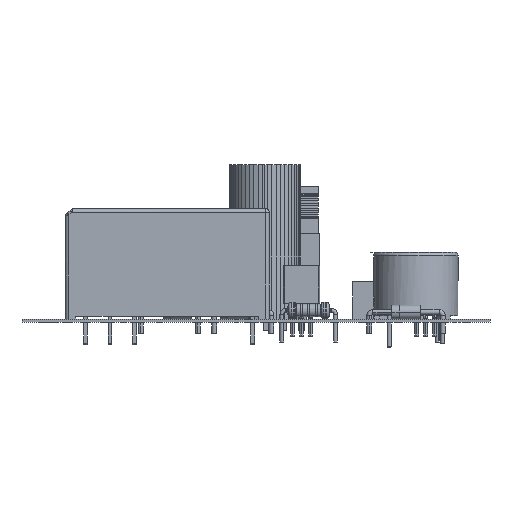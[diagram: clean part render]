
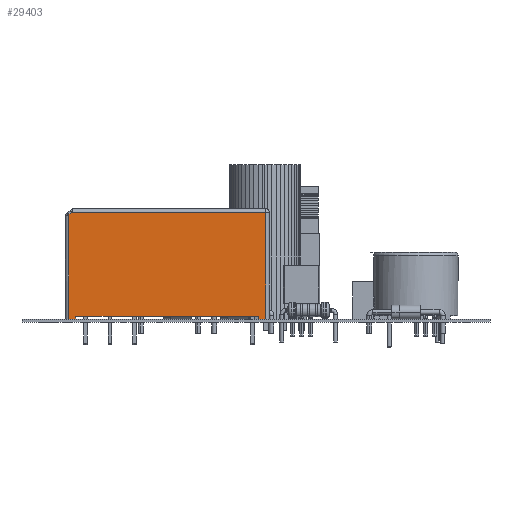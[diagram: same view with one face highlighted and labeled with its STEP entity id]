
A CAD part, front view. The second image highlights one B-rep face of the part: STEP entity #29403.
In plain terms, the highlighted planar face has unit normal (0, -1, 0).
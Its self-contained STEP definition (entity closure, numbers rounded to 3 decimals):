
#28980 = VERTEX_POINT('',#28981);
#28981 = CARTESIAN_POINT('',(40.559,55.499,15.2));
#29044 = VERTEX_POINT('',#29045);
#29045 = CARTESIAN_POINT('',(40.189,55.499,
    14.887));
#29122 = EDGE_CURVE('',#29044,#28980,#29123,.T.);
#29123 = LINE('',#29124,#29125);
#29124 = CARTESIAN_POINT('',(44.526,55.499,
    18.551));
#29125 = VECTOR('',#29126,1.);
#29126 = DIRECTION('',(0.764,0.,0.645)
  );
#29383 = EDGE_CURVE('',#28980,#29384,#29386,.T.);
#29384 = VERTEX_POINT('',#29385);
#29385 = CARTESIAN_POINT('',(68.189,55.499,15.2));
#29386 = LINE('',#29387,#29388);
#29387 = CARTESIAN_POINT('',(40.189,55.499,15.2));
#29388 = VECTOR('',#29389,1.);
#29389 = DIRECTION('',(1.,0.,0.));
#29403 = ADVANCED_FACE('',(#29404),#29462,.T.);
#29404 = FACE_BOUND('',#29405,.T.);
#29405 = EDGE_LOOP('',(#29406,#29407,#29415,#29423,#29431,#29439,#29447,
    #29455,#29461));
#29406 = ORIENTED_EDGE('',*,*,#29122,.F.);
#29407 = ORIENTED_EDGE('',*,*,#29408,.F.);
#29408 = EDGE_CURVE('',#29409,#29044,#29411,.T.);
#29409 = VERTEX_POINT('',#29410);
#29410 = CARTESIAN_POINT('',(40.189,55.499,0.));
#29411 = LINE('',#29412,#29413);
#29412 = CARTESIAN_POINT('',(40.189,55.499,0.));
#29413 = VECTOR('',#29414,1.);
#29414 = DIRECTION('',(0.,0.,1.));
#29415 = ORIENTED_EDGE('',*,*,#29416,.F.);
#29416 = EDGE_CURVE('',#29417,#29409,#29419,.T.);
#29417 = VERTEX_POINT('',#29418);
#29418 = CARTESIAN_POINT('',(41.189,55.499,0.));
#29419 = LINE('',#29420,#29421);
#29420 = CARTESIAN_POINT('',(68.189,55.499,0.));
#29421 = VECTOR('',#29422,1.);
#29422 = DIRECTION('',(-1.,0.,0.));
#29423 = ORIENTED_EDGE('',*,*,#29424,.T.);
#29424 = EDGE_CURVE('',#29417,#29425,#29427,.T.);
#29425 = VERTEX_POINT('',#29426);
#29426 = CARTESIAN_POINT('',(41.189,55.499,0.4));
#29427 = LINE('',#29428,#29429);
#29428 = CARTESIAN_POINT('',(41.189,55.499,0.));
#29429 = VECTOR('',#29430,1.);
#29430 = DIRECTION('',(0.,0.,1.));
#29431 = ORIENTED_EDGE('',*,*,#29432,.T.);
#29432 = EDGE_CURVE('',#29425,#29433,#29435,.T.);
#29433 = VERTEX_POINT('',#29434);
#29434 = CARTESIAN_POINT('',(67.189,55.499,0.4));
#29435 = LINE('',#29436,#29437);
#29436 = CARTESIAN_POINT('',(61.439,55.499,0.4));
#29437 = VECTOR('',#29438,1.);
#29438 = DIRECTION('',(1.,0.,0.));
#29439 = ORIENTED_EDGE('',*,*,#29440,.T.);
#29440 = EDGE_CURVE('',#29433,#29441,#29443,.T.);
#29441 = VERTEX_POINT('',#29442);
#29442 = CARTESIAN_POINT('',(67.189,55.499,0.));
#29443 = LINE('',#29444,#29445);
#29444 = CARTESIAN_POINT('',(67.189,55.499,0.));
#29445 = VECTOR('',#29446,1.);
#29446 = DIRECTION('',(0.,0.,-1.));
#29447 = ORIENTED_EDGE('',*,*,#29448,.F.);
#29448 = EDGE_CURVE('',#29449,#29441,#29451,.T.);
#29449 = VERTEX_POINT('',#29450);
#29450 = CARTESIAN_POINT('',(68.189,55.499,0.));
#29451 = LINE('',#29452,#29453);
#29452 = CARTESIAN_POINT('',(68.189,55.499,0.));
#29453 = VECTOR('',#29454,1.);
#29454 = DIRECTION('',(-1.,0.,0.));
#29455 = ORIENTED_EDGE('',*,*,#29456,.T.);
#29456 = EDGE_CURVE('',#29449,#29384,#29457,.T.);
#29457 = LINE('',#29458,#29459);
#29458 = CARTESIAN_POINT('',(68.189,55.499,0.));
#29459 = VECTOR('',#29460,1.);
#29460 = DIRECTION('',(0.,0.,1.));
#29461 = ORIENTED_EDGE('',*,*,#29383,.F.);
#29462 = PLANE('',#29463);
#29463 = AXIS2_PLACEMENT_3D('',#29464,#29465,#29466);
#29464 = CARTESIAN_POINT('',(68.689,55.499,0.));
#29465 = DIRECTION('',(0.,-1.,0.));
#29466 = DIRECTION('',(-1.,0.,0.));
